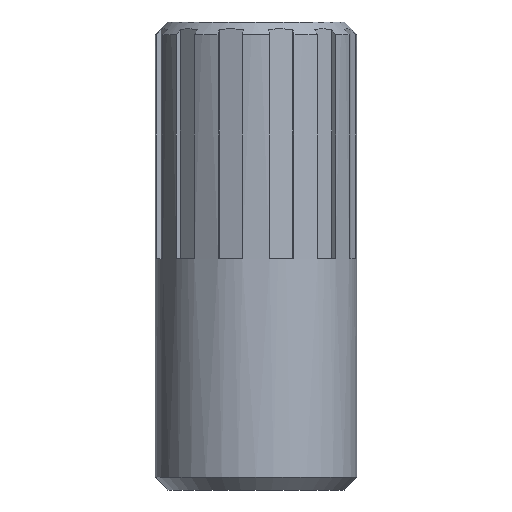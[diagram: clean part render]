
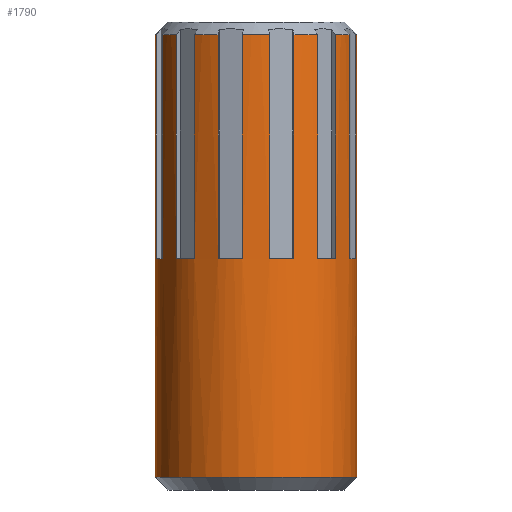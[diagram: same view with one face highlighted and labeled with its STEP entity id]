
A CAD part, left-side view. The second image highlights one B-rep face of the part: STEP entity #1790.
In plain terms, the highlighted cylindrical face has radius 2 mm (diameter 4 mm), a partial arc.
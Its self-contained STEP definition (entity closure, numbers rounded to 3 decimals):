
#245=DIRECTION('',(0.,0.,1.));
#246=VECTOR('',#245,8.8);
#247=CARTESIAN_POINT('',(0.,2.,
-3.079));
#248=LINE('',#247,#246);
#254=DIRECTION('',(0.,0.,1.));
#255=VECTOR('',#254,8.8);
#256=CARTESIAN_POINT('',(0.,-2.,
-3.079));
#257=LINE('',#256,#255);
#666=DIRECTION('',(0.,0.,1.));
#667=VECTOR('',#666,4.45);
#668=CARTESIAN_POINT('',(-0.272,-1.981,
1.271));
#669=LINE('',#668,#667);
#670=CARTESIAN_POINT('',(0.,0.,5.721));
#671=DIRECTION('',(0.,0.,1.));
#672=DIRECTION('',(-0.136,-0.991,0.));
#673=AXIS2_PLACEMENT_3D('',#670,#671,#672);
#675=CARTESIAN_POINT('',(0.,0.,-3.079));
#676=DIRECTION('',(0.,0.,1.));
#677=DIRECTION('',(0.,1.,0.));
#678=AXIS2_PLACEMENT_3D('',#675,#676,#677);
#680=CARTESIAN_POINT('',(0.,0.,5.721));
#681=DIRECTION('',(0.,0.,1.));
#682=DIRECTION('',(0.,1.,0.));
#683=AXIS2_PLACEMENT_3D('',#680,#681,#682);
#685=DIRECTION('',(0.,0.,1.));
#686=VECTOR('',#685,4.45);
#687=CARTESIAN_POINT('',(-0.272,1.981,1.271));
#688=LINE('',#687,#686);
#689=CARTESIAN_POINT('',(0.,0.,1.271));
#690=DIRECTION('',(0.,0.,1.));
#691=DIRECTION('',(-0.136,0.991,0.));
#692=AXIS2_PLACEMENT_3D('',#689,#690,#691);
#694=DIRECTION('',(0.,0.,1.));
#695=VECTOR('',#694,4.45);
#696=CARTESIAN_POINT('',(-0.755,1.852,1.271));
#697=LINE('',#696,#695);
#698=CARTESIAN_POINT('',(0.,0.,5.721));
#699=DIRECTION('',(0.,0.,1.));
#700=DIRECTION('',(-0.378,0.926,0.));
#701=AXIS2_PLACEMENT_3D('',#698,#699,#700);
#703=DIRECTION('',(0.,0.,1.));
#704=VECTOR('',#703,4.45);
#705=CARTESIAN_POINT('',(-1.226,1.58,1.271));
#706=LINE('',#705,#704);
#707=CARTESIAN_POINT('',(0.,0.,1.271));
#708=DIRECTION('',(0.,0.,1.));
#709=DIRECTION('',(-0.613,0.79,0.));
#710=AXIS2_PLACEMENT_3D('',#707,#708,#709);
#712=DIRECTION('',(0.,0.,1.));
#713=VECTOR('',#712,4.45);
#714=CARTESIAN_POINT('',(-1.58,1.226,1.271));
#715=LINE('',#714,#713);
#716=CARTESIAN_POINT('',(0.,0.,5.721));
#717=DIRECTION('',(0.,0.,1.));
#718=DIRECTION('',(-0.79,0.613,0.));
#719=AXIS2_PLACEMENT_3D('',#716,#717,#718);
#721=DIRECTION('',(0.,0.,1.));
#722=VECTOR('',#721,4.45);
#723=CARTESIAN_POINT('',(-1.852,0.755,1.271));
#724=LINE('',#723,#722);
#725=CARTESIAN_POINT('',(0.,0.,1.271));
#726=DIRECTION('',(0.,0.,1.));
#727=DIRECTION('',(-0.926,0.378,0.));
#728=AXIS2_PLACEMENT_3D('',#725,#726,#727);
#730=DIRECTION('',(0.,0.,1.));
#731=VECTOR('',#730,4.45);
#732=CARTESIAN_POINT('',(-1.981,0.272,1.271));
#733=LINE('',#732,#731);
#734=CARTESIAN_POINT('',(0.,0.,5.721));
#735=DIRECTION('',(0.,0.,1.));
#736=DIRECTION('',(-0.991,0.136,0.));
#737=AXIS2_PLACEMENT_3D('',#734,#735,#736);
#739=DIRECTION('',(0.,0.,1.));
#740=VECTOR('',#739,4.45);
#741=CARTESIAN_POINT('',(-1.981,-0.272,
1.271));
#742=LINE('',#741,#740);
#743=CARTESIAN_POINT('',(0.,0.,1.271));
#744=DIRECTION('',(0.,0.,1.));
#745=DIRECTION('',(-0.991,-0.136,0.));
#746=AXIS2_PLACEMENT_3D('',#743,#744,#745);
#748=DIRECTION('',(0.,0.,1.));
#749=VECTOR('',#748,4.45);
#750=CARTESIAN_POINT('',(-1.852,-0.755,
1.271));
#751=LINE('',#750,#749);
#752=CARTESIAN_POINT('',(0.,0.,5.721));
#753=DIRECTION('',(0.,0.,1.));
#754=DIRECTION('',(-0.926,-0.378,0.));
#755=AXIS2_PLACEMENT_3D('',#752,#753,#754);
#757=DIRECTION('',(0.,0.,1.));
#758=VECTOR('',#757,4.45);
#759=CARTESIAN_POINT('',(-1.58,-1.226,1.271));
#760=LINE('',#759,#758);
#761=CARTESIAN_POINT('',(0.,0.,1.271));
#762=DIRECTION('',(0.,0.,1.));
#763=DIRECTION('',(-0.79,-0.613,0.));
#764=AXIS2_PLACEMENT_3D('',#761,#762,#763);
#766=DIRECTION('',(0.,0.,1.));
#767=VECTOR('',#766,4.45);
#768=CARTESIAN_POINT('',(-1.226,-1.58,1.271));
#769=LINE('',#768,#767);
#770=CARTESIAN_POINT('',(0.,0.,5.721));
#771=DIRECTION('',(0.,0.,1.));
#772=DIRECTION('',(-0.613,-0.79,0.));
#773=AXIS2_PLACEMENT_3D('',#770,#771,#772);
#775=DIRECTION('',(0.,0.,1.));
#776=VECTOR('',#775,4.45);
#777=CARTESIAN_POINT('',(-0.755,-1.852,
1.271));
#778=LINE('',#777,#776);
#779=CARTESIAN_POINT('',(0.,0.,1.271));
#780=DIRECTION('',(0.,0.,1.));
#781=DIRECTION('',(-0.378,-0.926,0.));
#782=AXIS2_PLACEMENT_3D('',#779,#780,#781);
#950=CARTESIAN_POINT('',(0.,2.,-3.079));
#951=CARTESIAN_POINT('',(0.,-2.,-3.079));
#952=VERTEX_POINT('',#950);
#953=VERTEX_POINT('',#951);
#958=CARTESIAN_POINT('',(0.,2.,
5.721));
#959=VERTEX_POINT('',#958);
#960=CARTESIAN_POINT('',(0.,-2.,
5.721));
#961=VERTEX_POINT('',#960);
#996=CARTESIAN_POINT('',(-0.755,1.852,1.271));
#997=CARTESIAN_POINT('',(-0.755,1.852,5.721));
#998=VERTEX_POINT('',#996);
#999=VERTEX_POINT('',#997);
#1000=CARTESIAN_POINT('',(-0.272,1.981,
1.271));
#1001=CARTESIAN_POINT('',(-0.272,1.981,
5.721));
#1002=VERTEX_POINT('',#1000);
#1003=VERTEX_POINT('',#1001);
#1010=CARTESIAN_POINT('',(-1.58,1.226,1.271));
#1011=CARTESIAN_POINT('',(-1.58,1.226,5.721));
#1012=VERTEX_POINT('',#1010);
#1013=VERTEX_POINT('',#1011);
#1014=CARTESIAN_POINT('',(-1.226,1.58,1.271));
#1015=CARTESIAN_POINT('',(-1.226,1.58,5.721));
#1016=VERTEX_POINT('',#1014);
#1017=VERTEX_POINT('',#1015);
#1024=CARTESIAN_POINT('',(-1.981,0.272,
1.271));
#1025=CARTESIAN_POINT('',(-1.981,0.272,
5.721));
#1026=VERTEX_POINT('',#1024);
#1027=VERTEX_POINT('',#1025);
#1028=CARTESIAN_POINT('',(-1.852,0.755,
1.271));
#1029=CARTESIAN_POINT('',(-1.852,0.755,
5.721));
#1030=VERTEX_POINT('',#1028);
#1031=VERTEX_POINT('',#1029);
#1038=CARTESIAN_POINT('',(-1.852,-0.755,
1.271));
#1039=CARTESIAN_POINT('',(-1.852,-0.755,
5.721));
#1040=VERTEX_POINT('',#1038);
#1041=VERTEX_POINT('',#1039);
#1042=CARTESIAN_POINT('',(-1.981,-0.272,
1.271));
#1043=CARTESIAN_POINT('',(-1.981,-0.272,
5.721));
#1044=VERTEX_POINT('',#1042);
#1045=VERTEX_POINT('',#1043);
#1052=CARTESIAN_POINT('',(-1.226,-1.58,
1.271));
#1053=CARTESIAN_POINT('',(-1.226,-1.58,
5.721));
#1054=VERTEX_POINT('',#1052);
#1055=VERTEX_POINT('',#1053);
#1056=CARTESIAN_POINT('',(-1.58,-1.226,
1.271));
#1057=CARTESIAN_POINT('',(-1.58,-1.226,
5.721));
#1058=VERTEX_POINT('',#1056);
#1059=VERTEX_POINT('',#1057);
#1066=CARTESIAN_POINT('',(-0.272,-1.981,
1.271));
#1067=CARTESIAN_POINT('',(-0.272,-1.981,
5.721));
#1068=VERTEX_POINT('',#1066);
#1069=VERTEX_POINT('',#1067);
#1070=CARTESIAN_POINT('',(-0.755,-1.852,
1.271));
#1071=CARTESIAN_POINT('',(-0.755,-1.852,
5.721));
#1072=VERTEX_POINT('',#1070);
#1073=VERTEX_POINT('',#1071);
#1737=CARTESIAN_POINT('',(0.,0.,-3.794));
#1738=DIRECTION('',(0.,0.,1.));
#1739=DIRECTION('',(0.,1.,0.));
#1740=AXIS2_PLACEMENT_3D('',#1737,#1738,#1739);
#1741=CYLINDRICAL_SURFACE('',#1740,2.);
#1742=ORIENTED_EDGE('',*,*,#1727,.T.);
#1743=ORIENTED_EDGE('',*,*,#1717,.T.);
#1744=ORIENTED_EDGE('',*,*,#1299,.F.);
#1746=ORIENTED_EDGE('',*,*,#1745,.F.);
#1747=ORIENTED_EDGE('',*,*,#1295,.T.);
#1748=ORIENTED_EDGE('',*,*,#1712,.T.);
#1750=ORIENTED_EDGE('',*,*,#1749,.F.);
#1752=ORIENTED_EDGE('',*,*,#1751,.T.);
#1754=ORIENTED_EDGE('',*,*,#1753,.T.);
#1755=ORIENTED_EDGE('',*,*,#1704,.T.);
#1757=ORIENTED_EDGE('',*,*,#1756,.F.);
#1759=ORIENTED_EDGE('',*,*,#1758,.T.);
#1761=ORIENTED_EDGE('',*,*,#1760,.T.);
#1762=ORIENTED_EDGE('',*,*,#1696,.T.);
#1764=ORIENTED_EDGE('',*,*,#1763,.F.);
#1766=ORIENTED_EDGE('',*,*,#1765,.T.);
#1768=ORIENTED_EDGE('',*,*,#1767,.T.);
#1769=ORIENTED_EDGE('',*,*,#1688,.T.);
#1771=ORIENTED_EDGE('',*,*,#1770,.F.);
#1773=ORIENTED_EDGE('',*,*,#1772,.T.);
#1775=ORIENTED_EDGE('',*,*,#1774,.T.);
#1776=ORIENTED_EDGE('',*,*,#1680,.T.);
#1778=ORIENTED_EDGE('',*,*,#1777,.F.);
#1780=ORIENTED_EDGE('',*,*,#1779,.T.);
#1782=ORIENTED_EDGE('',*,*,#1781,.T.);
#1783=ORIENTED_EDGE('',*,*,#1672,.T.);
#1785=ORIENTED_EDGE('',*,*,#1784,.F.);
#1787=ORIENTED_EDGE('',*,*,#1786,.T.);
#1788=EDGE_LOOP('',(#1742,#1743,#1744,#1746,#1747,#1748,#1750,#1752,#1754,#1755,
#1757,#1759,#1761,#1762,#1764,#1766,#1768,#1769,#1771,#1773,#1775,#1776,#1778,
#1780,#1782,#1783,#1785,#1787));
#1789=FACE_OUTER_BOUND('',#1788,.F.);
#1790=ADVANCED_FACE('',(#1789),#1741,.T.);
#674=CIRCLE('',#673,2.);
#679=CIRCLE('',#678,2.);
#684=CIRCLE('',#683,2.);
#693=CIRCLE('',#692,2.);
#702=CIRCLE('',#701,2.);
#711=CIRCLE('',#710,2.);
#720=CIRCLE('',#719,2.);
#729=CIRCLE('',#728,2.);
#738=CIRCLE('',#737,2.);
#747=CIRCLE('',#746,2.);
#756=CIRCLE('',#755,2.);
#765=CIRCLE('',#764,2.);
#774=CIRCLE('',#773,2.);
#783=CIRCLE('',#782,2.);
#1295=EDGE_CURVE('',#952,#959,#248,.T.);
#1299=EDGE_CURVE('',#953,#961,#257,.T.);
#1672=EDGE_CURVE('',#1055,#1073,#774,.T.);
#1680=EDGE_CURVE('',#1041,#1059,#756,.T.);
#1688=EDGE_CURVE('',#1027,#1045,#738,.T.);
#1696=EDGE_CURVE('',#1013,#1031,#720,.T.);
#1704=EDGE_CURVE('',#999,#1017,#702,.T.);
#1712=EDGE_CURVE('',#959,#1003,#684,.T.);
#1717=EDGE_CURVE('',#1069,#961,#674,.T.);
#1727=EDGE_CURVE('',#1068,#1069,#669,.T.);
#1745=EDGE_CURVE('',#952,#953,#679,.T.);
#1749=EDGE_CURVE('',#1002,#1003,#688,.T.);
#1751=EDGE_CURVE('',#1002,#998,#693,.T.);
#1753=EDGE_CURVE('',#998,#999,#697,.T.);
#1756=EDGE_CURVE('',#1016,#1017,#706,.T.);
#1758=EDGE_CURVE('',#1016,#1012,#711,.T.);
#1760=EDGE_CURVE('',#1012,#1013,#715,.T.);
#1763=EDGE_CURVE('',#1030,#1031,#724,.T.);
#1765=EDGE_CURVE('',#1030,#1026,#729,.T.);
#1767=EDGE_CURVE('',#1026,#1027,#733,.T.);
#1770=EDGE_CURVE('',#1044,#1045,#742,.T.);
#1772=EDGE_CURVE('',#1044,#1040,#747,.T.);
#1774=EDGE_CURVE('',#1040,#1041,#751,.T.);
#1777=EDGE_CURVE('',#1058,#1059,#760,.T.);
#1779=EDGE_CURVE('',#1058,#1054,#765,.T.);
#1781=EDGE_CURVE('',#1054,#1055,#769,.T.);
#1784=EDGE_CURVE('',#1072,#1073,#778,.T.);
#1786=EDGE_CURVE('',#1072,#1068,#783,.T.);
